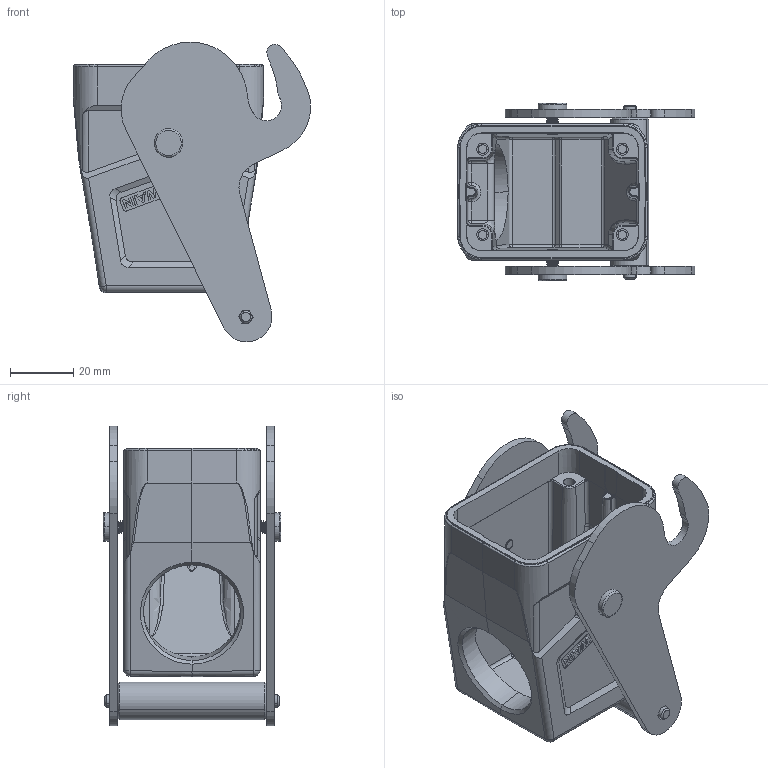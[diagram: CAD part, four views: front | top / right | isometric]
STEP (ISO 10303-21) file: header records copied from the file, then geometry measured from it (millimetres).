
FILE_DESCRIPTION((''),'2;1');
FILE_NAME('3D_1111065505003_W6B-SEH-1L_C-M','2024-03-19T',('13843'),(''),'PRO/ENGINEER BY PARAMETRIC TECHNOLOGY CORPORATION, 2012480','PRO/ENGINEER BY PARAMETRIC TECHNOLOGY CORPORATION, 2012480','');
FILE_SCHEMA(('CONFIG_CONTROL_DESIGN'));
Length unit declared in the file: millimetre
Products named in the file (1): 3D_1111065505003_W6B-SEH-1L_C-M
Bounding box: 74.81 x 56 x 94.51 mm (x, y, z)
Volume: 73658.6 mm3; surface area: 42734.2 mm2
Topology: 1 solids, 1 shells, 539 faces, 1453 edges, 931 vertices
Faces by surface type: plane 236, cylinder 195, bspline 47, cone 22, torus 21, sphere 16, extrusion 2
Entity records: 24033 total; most frequent: CARTESIAN_POINT 10857, ORIENTED_EDGE 2874, DIRECTION 2448, EDGE_CURVE 1437, VERTEX_POINT 931, AXIS2_PLACEMENT_3D 838, VECTOR 772, LINE 770
